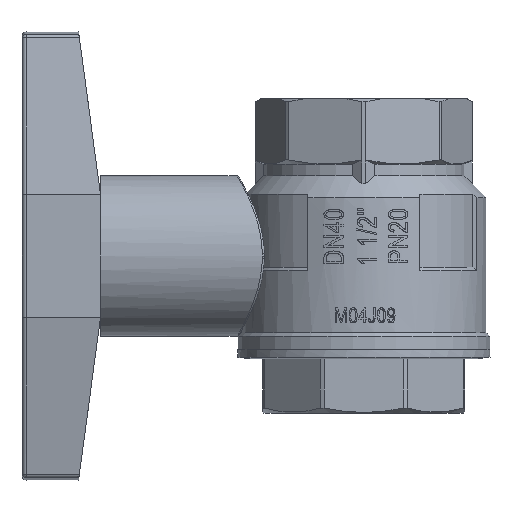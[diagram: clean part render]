
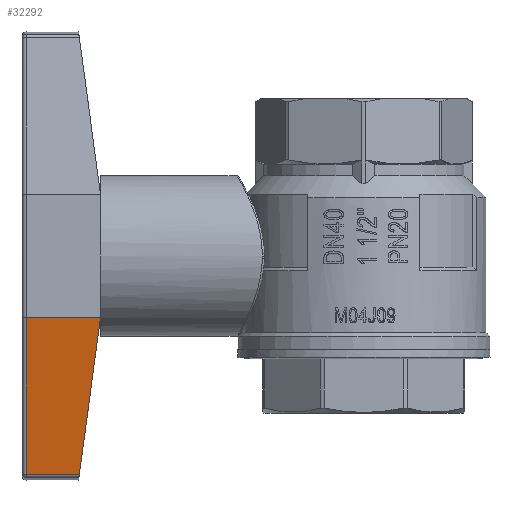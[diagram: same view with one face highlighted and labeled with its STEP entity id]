
A CAD part, left-side view. The second image highlights one B-rep face of the part: STEP entity #32292.
In plain terms, the highlighted face is planar.
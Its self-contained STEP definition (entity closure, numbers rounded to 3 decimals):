
#3167=LINE('',#54191,#4677);
#3169=LINE('',#54197,#4679);
#3170=LINE('',#54199,#4680);
#3171=LINE('',#54201,#4681);
#4677=VECTOR('',#43432,1000.);
#4679=VECTOR('',#43438,1000.);
#4680=VECTOR('',#43439,1000.);
#4681=VECTOR('',#43440,1000.);
#5907=PLANE('',#35594);
#12587=ORIENTED_EDGE('',*,*,#16567,.F.);
#12588=ORIENTED_EDGE('',*,*,#16568,.F.);
#12589=ORIENTED_EDGE('',*,*,#16569,.T.);
#12590=ORIENTED_EDGE('',*,*,#16564,.F.);
#16564=EDGE_CURVE('',#19113,#19115,#3167,.T.);
#16567=EDGE_CURVE('',#19117,#19113,#3169,.T.);
#16568=EDGE_CURVE('',#19118,#19117,#3170,.T.);
#16569=EDGE_CURVE('',#19118,#19115,#3171,.T.);
#19113=VERTEX_POINT('',#54189);
#19115=VERTEX_POINT('',#54192);
#19117=VERTEX_POINT('',#54198);
#19118=VERTEX_POINT('',#54200);
#21051=EDGE_LOOP('',(#12587,#12588,#12589,#12590));
#22550=FACE_BOUND('',#21051,.T.);
#32292=ADVANCED_FACE('',(#22550),#5907,.F.);
#35594=AXIS2_PLACEMENT_3D('',#54196,#43436,#43437);
#43432=DIRECTION('',(0.986,0.169,0.));
#43436=DIRECTION('',(0.169,-0.986,0.));
#43437=DIRECTION('',(-0.986,-0.169,0.));
#43438=DIRECTION('',(0.,0.,-1.));
#43439=DIRECTION('',(-0.977,-0.168,-0.133));
#43440=DIRECTION('',(0.,0.,-1.));
#54189=CARTESIAN_POINT('',(-58.4,8.815,1.));
#54191=CARTESIAN_POINT('',(-58.4,8.815,1.));
#54192=CARTESIAN_POINT('',(-16.5,16.,1.));
#54196=CARTESIAN_POINT('',(-16.5,16.,0.));
#54197=CARTESIAN_POINT('',(-58.4,8.815,15.217));
#54198=CARTESIAN_POINT('',(-58.4,8.815,15.217));
#54199=CARTESIAN_POINT('',(-16.5,16.,20.9));
#54200=CARTESIAN_POINT('',(-16.5,16.,20.9));
#54201=CARTESIAN_POINT('',(-16.5,16.,20.9));
